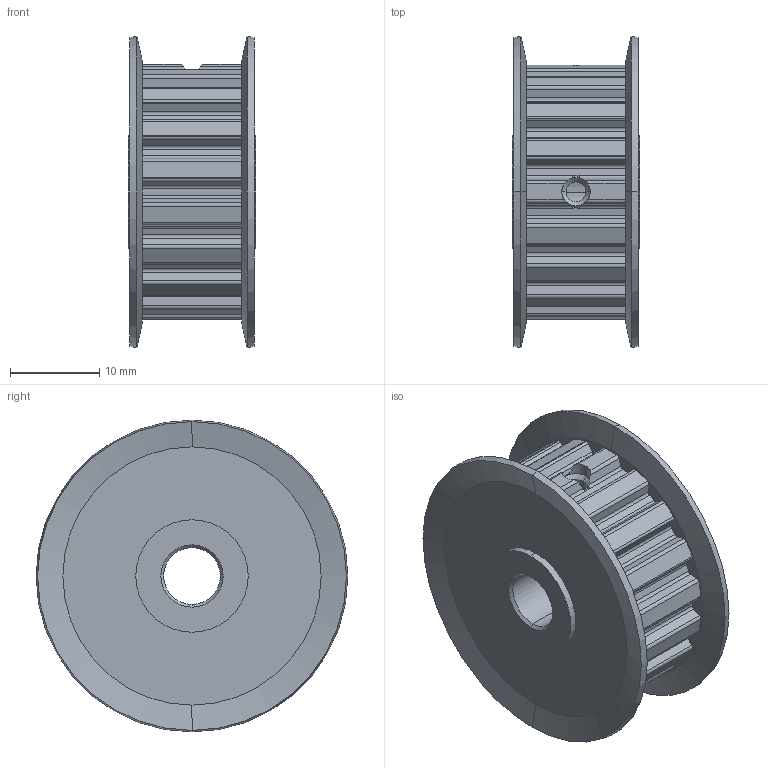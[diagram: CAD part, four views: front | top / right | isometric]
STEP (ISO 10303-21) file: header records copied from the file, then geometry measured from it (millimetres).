
FILE_DESCRIPTION (( 'STEP AP214' ), '1' );
FILE_NAME ('APB18XL037AF-250.step', '2015-04-08T21:03:48', ( '' ), ( '' ), 'SwSTEP 2.0', 'SolidWorks 2014', '' );
FILE_SCHEMA (( 'AUTOMOTIVE_DESIGN' ));
Length unit declared in the file: inch
Products named in the file (1): APB18XL037AF-250
Bounding box: 14.3 x 34.92 x 34.92 mm (x, y, z)
Volume: 7782.9 mm3; surface area: 4511.6 mm2
Topology: 1 solids, 1 shells, 218 faces, 617 edges, 402 vertices
Faces by surface type: cylinder 127, plane 65, cone 20, bspline 6
Entity records: 7384 total; most frequent: CARTESIAN_POINT 1575, DIRECTION 1249, ORIENTED_EDGE 1234, EDGE_CURVE 617, AXIS2_PLACEMENT_3D 468, VERTEX_POINT 402, VECTOR 313, LINE 313
